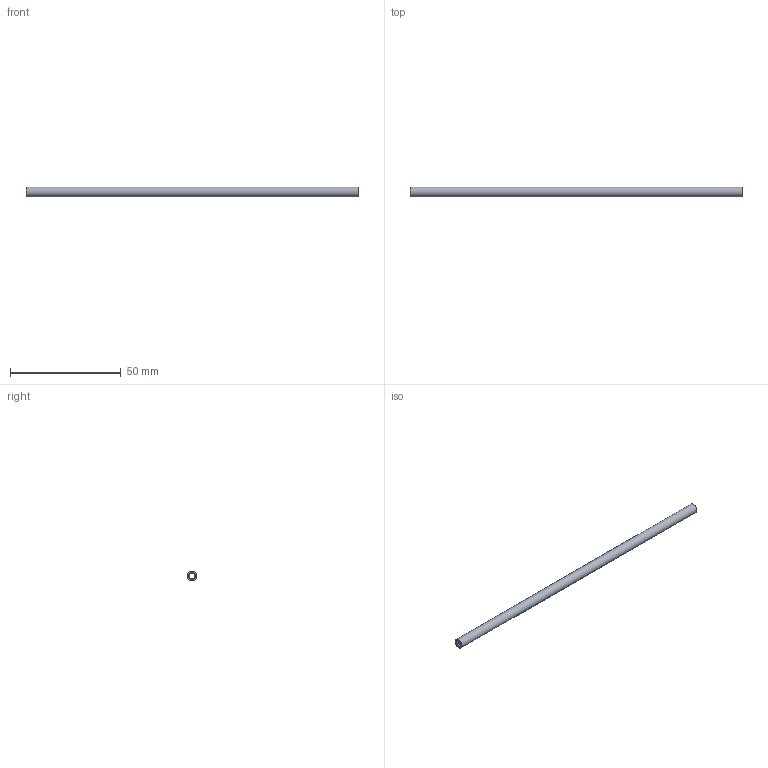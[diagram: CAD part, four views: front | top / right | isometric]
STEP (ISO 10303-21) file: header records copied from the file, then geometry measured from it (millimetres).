
FILE_DESCRIPTION( ( 'STEP AP203' ), '1' );
FILE_NAME( 'PS-VA 0133.900.002.stp', '2020-02-25T10:39:36', ( '' ), ( '' ), ' ', 'PARTsolutions', ' ' );
FILE_SCHEMA( ( 'CONFIG_CONTROL_DESIGN' ) );
Length unit declared in the file: millimetre
Products named in the file (1): _PS-VA 0133.900.002
Bounding box: 150 x 4.4 x 4.4 mm (x, y, z)
Volume: 1539.8 mm3; surface area: 3319.7 mm2
Topology: 1 solids, 1 shells, 28 faces, 42 edges, 28 vertices
Faces by surface type: plane 14, cylinder 14
Full cylindrical faces by diameter (mm): 2.5 x6, 3.45 x7, 4.4 x1
Entity records: 612 total; most frequent: DIRECTION 114, CARTESIAN_POINT 85, AXIS2_PLACEMENT_3D 57, EDGE_LOOP 56, ORIENTED_EDGE 56, FACE_OUTER_BOUND 42, ADVANCED_FACE 28, EDGE_CURVE 28
